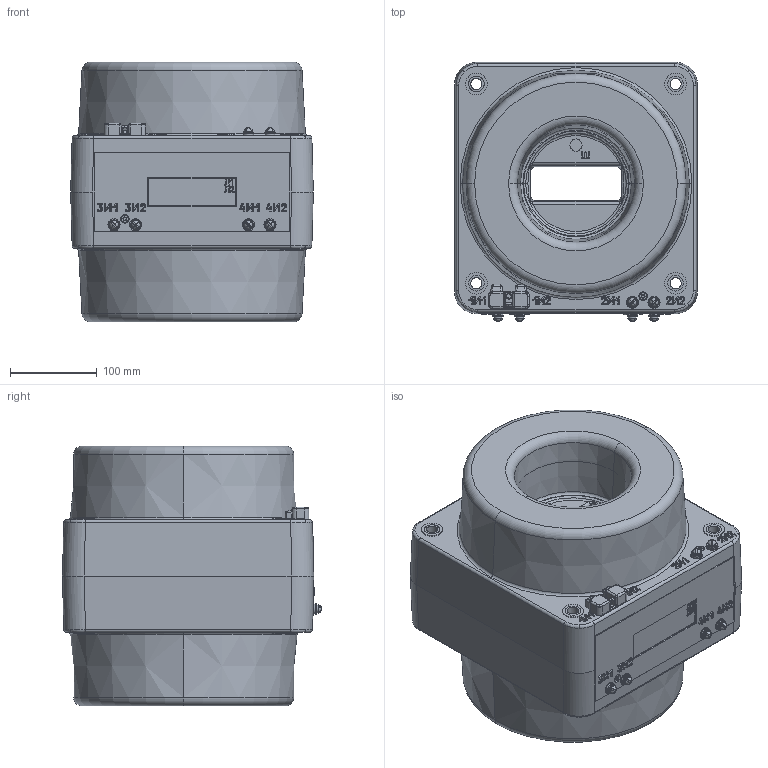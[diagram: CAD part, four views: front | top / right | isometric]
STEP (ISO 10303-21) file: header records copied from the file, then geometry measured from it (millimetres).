
FILE_DESCRIPTION (( 'STEP AP203' ), '1' );
FILE_NAME ('ÒËØ-10-5 (1-3)êÀ.STEP', '2020-04-13T04:39:12', ( '' ), ( '' ), 'SwSTEP 2.0', 'SolidWorks 2010', '' );
FILE_SCHEMA (( 'CONFIG_CONTROL_DESIGN' ));
Length unit declared in the file: millimetre
Products named in the file (1): ÒËØ-10-5 (1-3)êÀ
Bounding box: 280 x 299.11 x 300 mm (x, y, z)
Surface area: 654483 mm2 (no closed solid volume)
Topology: 0 solids, 37 shells, 705 faces, 2047 edges, 1377 vertices
Faces by surface type: plane 265, cone 147, cylinder 139, bspline 105, torus 30, sphere 19
Entity records: 26875 total; most frequent: CARTESIAN_POINT 8895, DIRECTION 3715, ORIENTED_EDGE 3592, EDGE_CURVE 2046, AXIS2_PLACEMENT_3D 1413, VERTEX_POINT 1377, LINE 889, VECTOR 889
